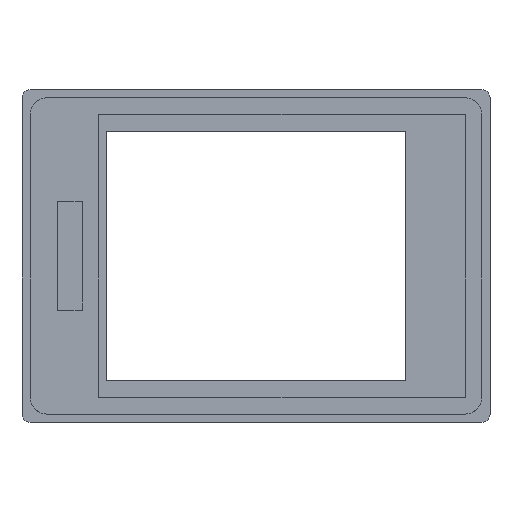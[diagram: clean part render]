
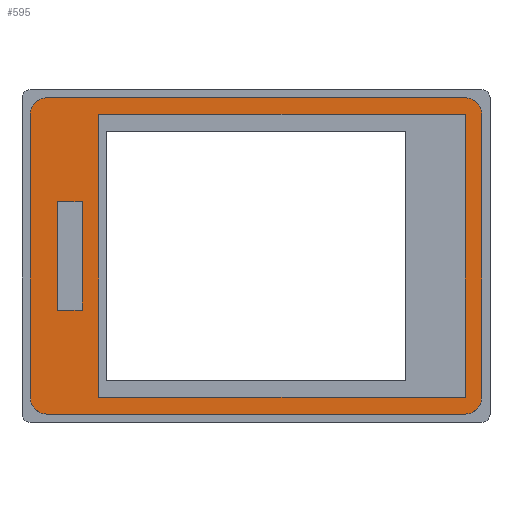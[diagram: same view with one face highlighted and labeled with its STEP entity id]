
A CAD part, top view. The second image highlights one B-rep face of the part: STEP entity #595.
In plain terms, the highlighted planar face has unit normal (0, 0, 1).
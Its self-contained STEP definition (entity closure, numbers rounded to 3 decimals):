
#16=FACE_BOUND('',#91,.T.);
#17=FACE_BOUND('',#92,.T.);
#26=PLANE('',#655);
#56=FACE_OUTER_BOUND('',#90,.T.);
#90=EDGE_LOOP('',(#464,#465,#466,#467,#468,#469,#470,#471));
#91=EDGE_LOOP('',(#472,#473,#474,#475));
#92=EDGE_LOOP('',(#476,#477,#478,#479));
#138=LINE('',#922,#206);
#140=LINE('',#926,#208);
#141=LINE('',#930,#209);
#142=LINE('',#934,#210);
#143=LINE('',#938,#211);
#144=LINE('',#940,#212);
#145=LINE('',#942,#213);
#146=LINE('',#943,#214);
#147=LINE('',#946,#215);
#148=LINE('',#948,#216);
#149=LINE('',#950,#217);
#150=LINE('',#951,#218);
#206=VECTOR('',#752,10.);
#208=VECTOR('',#756,10.);
#209=VECTOR('',#759,10.);
#210=VECTOR('',#762,10.);
#211=VECTOR('',#765,10.);
#212=VECTOR('',#766,10.);
#213=VECTOR('',#767,10.);
#214=VECTOR('',#768,10.);
#215=VECTOR('',#769,10.);
#216=VECTOR('',#770,10.);
#217=VECTOR('',#771,10.);
#218=VECTOR('',#772,10.);
#264=CIRCLE('',#653,2.);
#265=CIRCLE('',#656,2.);
#266=CIRCLE('',#657,2.);
#267=CIRCLE('',#658,2.);
#292=VERTEX_POINT('',#915);
#293=VERTEX_POINT('',#916);
#294=VERTEX_POINT('',#921);
#295=VERTEX_POINT('',#925);
#296=VERTEX_POINT('',#927);
#297=VERTEX_POINT('',#929);
#298=VERTEX_POINT('',#931);
#299=VERTEX_POINT('',#933);
#300=VERTEX_POINT('',#936);
#301=VERTEX_POINT('',#937);
#302=VERTEX_POINT('',#939);
#303=VERTEX_POINT('',#941);
#304=VERTEX_POINT('',#944);
#305=VERTEX_POINT('',#945);
#306=VERTEX_POINT('',#947);
#307=VERTEX_POINT('',#949);
#356=EDGE_CURVE('',#292,#293,#264,.T.);
#359=EDGE_CURVE('',#294,#293,#138,.T.);
#361=EDGE_CURVE('',#292,#295,#140,.T.);
#362=EDGE_CURVE('',#296,#295,#265,.T.);
#363=EDGE_CURVE('',#296,#297,#141,.T.);
#364=EDGE_CURVE('',#298,#297,#266,.T.);
#365=EDGE_CURVE('',#298,#299,#142,.T.);
#366=EDGE_CURVE('',#294,#299,#267,.T.);
#367=EDGE_CURVE('',#300,#301,#143,.T.);
#368=EDGE_CURVE('',#301,#302,#144,.T.);
#369=EDGE_CURVE('',#302,#303,#145,.T.);
#370=EDGE_CURVE('',#303,#300,#146,.T.);
#371=EDGE_CURVE('',#304,#305,#147,.T.);
#372=EDGE_CURVE('',#305,#306,#148,.T.);
#373=EDGE_CURVE('',#306,#307,#149,.T.);
#374=EDGE_CURVE('',#307,#304,#150,.T.);
#464=ORIENTED_EDGE('',*,*,#356,.F.);
#465=ORIENTED_EDGE('',*,*,#361,.T.);
#466=ORIENTED_EDGE('',*,*,#362,.F.);
#467=ORIENTED_EDGE('',*,*,#363,.T.);
#468=ORIENTED_EDGE('',*,*,#364,.F.);
#469=ORIENTED_EDGE('',*,*,#365,.T.);
#470=ORIENTED_EDGE('',*,*,#366,.F.);
#471=ORIENTED_EDGE('',*,*,#359,.T.);
#472=ORIENTED_EDGE('',*,*,#367,.T.);
#473=ORIENTED_EDGE('',*,*,#368,.T.);
#474=ORIENTED_EDGE('',*,*,#369,.T.);
#475=ORIENTED_EDGE('',*,*,#370,.T.);
#476=ORIENTED_EDGE('',*,*,#371,.T.);
#477=ORIENTED_EDGE('',*,*,#372,.T.);
#478=ORIENTED_EDGE('',*,*,#373,.T.);
#479=ORIENTED_EDGE('',*,*,#374,.T.);
#595=ADVANCED_FACE('',(#56,#16,#17),#26,.T.);
#653=AXIS2_PLACEMENT_3D('',#917,#746,#747);
#655=AXIS2_PLACEMENT_3D('',#924,#754,#755);
#656=AXIS2_PLACEMENT_3D('',#928,#757,#758);
#657=AXIS2_PLACEMENT_3D('',#932,#760,#761);
#658=AXIS2_PLACEMENT_3D('',#935,#763,#764);
#746=DIRECTION('center_axis',(0.,0.,-1.));
#747=DIRECTION('ref_axis',(-0.707,-0.707,0.));
#752=DIRECTION('',(0.,-1.,0.));
#754=DIRECTION('center_axis',(0.,0.,1.));
#755=DIRECTION('ref_axis',(1.,0.,0.));
#756=DIRECTION('',(1.,0.,0.));
#757=DIRECTION('center_axis',(0.,0.,-1.));
#758=DIRECTION('ref_axis',(0.707,-0.707,0.));
#759=DIRECTION('',(0.,1.,0.));
#760=DIRECTION('center_axis',(0.,0.,-1.));
#761=DIRECTION('ref_axis',(0.707,0.707,0.));
#762=DIRECTION('',(-1.,0.,0.));
#763=DIRECTION('center_axis',(0.,0.,-1.));
#764=DIRECTION('ref_axis',(-0.707,0.707,0.));
#765=DIRECTION('',(-1.,0.,0.));
#766=DIRECTION('',(0.,1.,0.));
#767=DIRECTION('',(1.,0.,0.));
#768=DIRECTION('',(0.,-1.,0.));
#769=DIRECTION('',(-1.,0.,0.));
#770=DIRECTION('',(0.,1.,0.));
#771=DIRECTION('',(1.,0.,0.));
#772=DIRECTION('',(0.,-1.,0.));
#915=CARTESIAN_POINT('',(-28.25,-19.,4.));
#916=CARTESIAN_POINT('',(-30.25,-17.,4.));
#917=CARTESIAN_POINT('Origin',(-28.25,-17.,4.));
#921=CARTESIAN_POINT('',(-30.25,17.,4.));
#922=CARTESIAN_POINT('',(-30.25,-19.,4.));
#924=CARTESIAN_POINT('Origin',(-3.125,0.,
4.));
#925=CARTESIAN_POINT('',(22.,-19.,4.));
#926=CARTESIAN_POINT('',(24.,-19.,4.));
#927=CARTESIAN_POINT('',(24.,-17.,4.));
#928=CARTESIAN_POINT('Origin',(22.,-17.,4.));
#929=CARTESIAN_POINT('',(24.,17.,4.));
#930=CARTESIAN_POINT('',(24.,19.,4.));
#931=CARTESIAN_POINT('',(22.,19.,4.));
#932=CARTESIAN_POINT('Origin',(22.,17.,4.));
#933=CARTESIAN_POINT('',(-28.25,19.,4.));
#934=CARTESIAN_POINT('',(-30.25,19.,4.));
#935=CARTESIAN_POINT('Origin',(-28.25,17.,4.));
#936=CARTESIAN_POINT('',(-24.,-6.5,4.));
#937=CARTESIAN_POINT('',(-27.,-6.5,4.));
#938=CARTESIAN_POINT('',(-24.,-6.5,4.));
#939=CARTESIAN_POINT('',(-27.,6.5,4.));
#940=CARTESIAN_POINT('',(-27.,-6.5,4.));
#941=CARTESIAN_POINT('',(-24.,6.5,4.));
#942=CARTESIAN_POINT('',(-27.,6.5,4.));
#943=CARTESIAN_POINT('',(-24.,6.5,4.));
#944=CARTESIAN_POINT('',(22.,-17.,4.));
#945=CARTESIAN_POINT('',(-22.,-17.,4.));
#946=CARTESIAN_POINT('',(22.,-17.,4.));
#947=CARTESIAN_POINT('',(-22.,17.,4.));
#948=CARTESIAN_POINT('',(-22.,-17.,4.));
#949=CARTESIAN_POINT('',(22.,17.,4.));
#950=CARTESIAN_POINT('',(-22.,17.,4.));
#951=CARTESIAN_POINT('',(22.,17.,4.));
